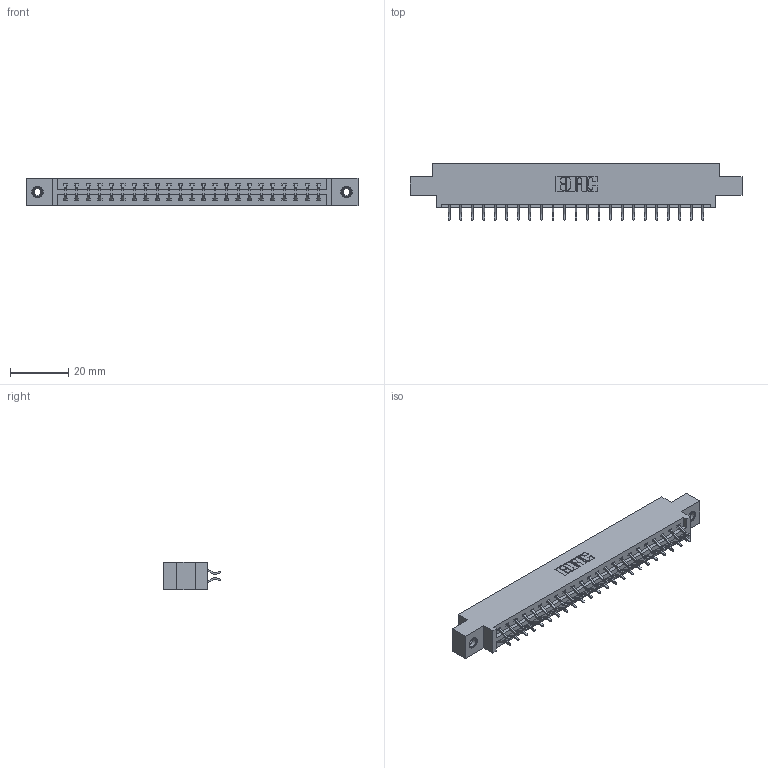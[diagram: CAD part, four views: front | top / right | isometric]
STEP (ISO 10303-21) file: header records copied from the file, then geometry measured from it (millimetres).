
FILE_DESCRIPTION (( 'STEP AP203' ), '1' );
FILE_NAME ('337-046-556-808.STEP', '2018-08-09T08:24:55', ( '' ), ( '' ), 'SwSTEP 2.0', 'SolidWorks 2016', '' );
FILE_SCHEMA (( 'CONFIG_CONTROL_DESIGN' ));
Length unit declared in the file: inch
Products named in the file (4): 337 Part_0.170 Offset - 0.156 Dia-TI; 345-292-001_556 Tail; 345-250-001_345-250-003-102; 337-046-556-808
Assembly tree (49 placements, depth 2):
  337-046-556-808
    337 Part_0.170 Offset - 0.156 Dia-TI
    345-292-001_556 Tail  x46
    345-250-001_345-250-003-102  x2
Bounding box: 114.15 x 19.57 x 9.4 mm (x, y, z)
Volume: 11651 mm3; surface area: 13070.2 mm2
Topology: 49 solids, 49 shells, 2938 faces, 8693 edges, 5726 vertices
Faces by surface type: plane 2038, cylinder 884, cone 12, torus 4
Entity records: 21828 total; most frequent: CARTESIAN_POINT 3689, ORIENTED_EDGE 3606, DIRECTION 3193, EDGE_CURVE 1803, VECTOR 1647, LINE 1647, VERTEX_POINT 1196, AXIS2_PLACEMENT_3D 773
